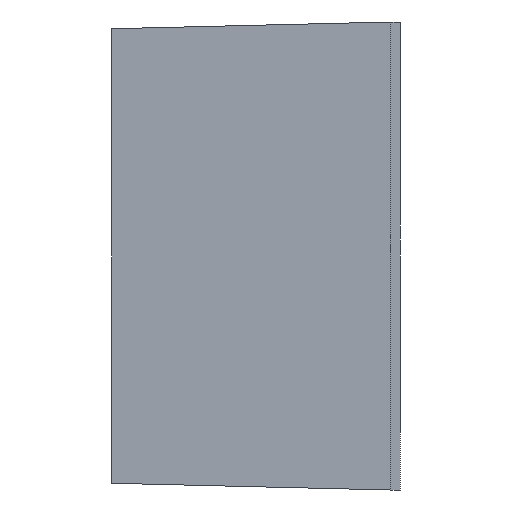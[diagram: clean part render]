
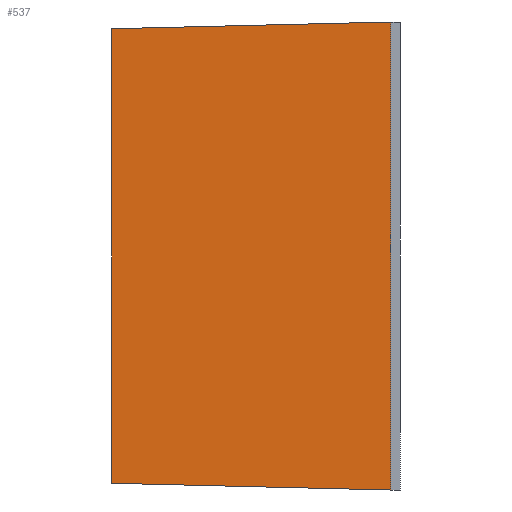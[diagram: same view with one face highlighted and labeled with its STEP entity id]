
A CAD part, left-side view. The second image highlights one B-rep face of the part: STEP entity #537.
In plain terms, the highlighted planar face has unit normal (-1, 0.021, 0).
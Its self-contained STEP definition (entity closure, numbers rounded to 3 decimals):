
#39 = DIRECTION ( 'NONE',  ( 0., 0., 1. ) ) ;
#42 = EDGE_CURVE ( 'NONE', #842, #330, #1124, .T. ) ;
#137 = CARTESIAN_POINT ( 'NONE',  ( -18.3, 14.5, -11.8 ) ) ;
#300 = CARTESIAN_POINT ( 'NONE',  ( -18.6, 0., -12.15 ) ) ;
#318 = VERTEX_POINT ( 'NONE', #1214 ) ;
#325 = CARTESIAN_POINT ( 'NONE',  ( -18.3, 14.5, 11.8 ) ) ;
#330 = VERTEX_POINT ( 'NONE', #1132 ) ;
#333 = DIRECTION ( 'NONE',  ( -0.021, -0.999, 0.024 ) ) ;
#349 = EDGE_CURVE ( 'NONE', #318, #842, #511, .T. ) ;
#360 = VECTOR ( 'NONE', #1026, 1000. ) ;
#390 = ORIENTED_EDGE ( 'NONE', *, *, #349, .F. ) ;
#468 = VECTOR ( 'NONE', #1054, 1000. ) ;
#481 = EDGE_LOOP ( 'NONE', ( #600, #665, #979, #390 ) ) ;
#511 = LINE ( 'NONE', #1226, #468 ) ;
#514 = PLANE ( 'NONE',  #1159 ) ;
#537 = ADVANCED_FACE ( 'NONE', ( #839 ), #514, .T. ) ;
#600 = ORIENTED_EDGE ( 'NONE', *, *, #611, .T. ) ;
#609 = DIRECTION ( 'NONE',  ( -0.021, -1., 0. ) ) ;
#611 = EDGE_CURVE ( 'NONE', #318, #1181, #1119, .T. ) ;
#618 = CARTESIAN_POINT ( 'NONE',  ( -18.592, 0.385, 0. ) ) ;
#641 = CARTESIAN_POINT ( 'NONE',  ( -18.6, 0., 12.15 ) ) ;
#665 = ORIENTED_EDGE ( 'NONE', *, *, #1059, .T. ) ;
#668 = LINE ( 'NONE', #641, #1061 ) ;
#839 = FACE_OUTER_BOUND ( 'NONE', #481, .T. ) ;
#842 = VERTEX_POINT ( 'NONE', #879 ) ;
#869 = VECTOR ( 'NONE', #333, 1000. ) ;
#879 = CARTESIAN_POINT ( 'NONE',  ( -18.3, 14.5, 11.8 ) ) ;
#979 = ORIENTED_EDGE ( 'NONE', *, *, #42, .F. ) ;
#1026 = DIRECTION ( 'NONE',  ( -0.021, -0.999, -0.024 ) ) ;
#1054 = DIRECTION ( 'NONE',  ( 0., 0., 1. ) ) ;
#1059 = EDGE_CURVE ( 'NONE', #1181, #330, #668, .T. ) ;
#1061 = VECTOR ( 'NONE', #39, 1000. ) ;
#1119 = LINE ( 'NONE', #137, #360 ) ;
#1124 = LINE ( 'NONE', #325, #869 ) ;
#1132 = CARTESIAN_POINT ( 'NONE',  ( -18.6, 0., 12.15 ) ) ;
#1159 = AXIS2_PLACEMENT_3D ( 'NONE', #618, #1189, #609 ) ;
#1181 = VERTEX_POINT ( 'NONE', #300 ) ;
#1189 = DIRECTION ( 'NONE',  ( -1., 0.021, 0. ) ) ;
#1214 = CARTESIAN_POINT ( 'NONE',  ( -18.3, 14.5, -11.8 ) ) ;
#1226 = CARTESIAN_POINT ( 'NONE',  ( -18.3, 14.5, 11.8 ) ) ;
